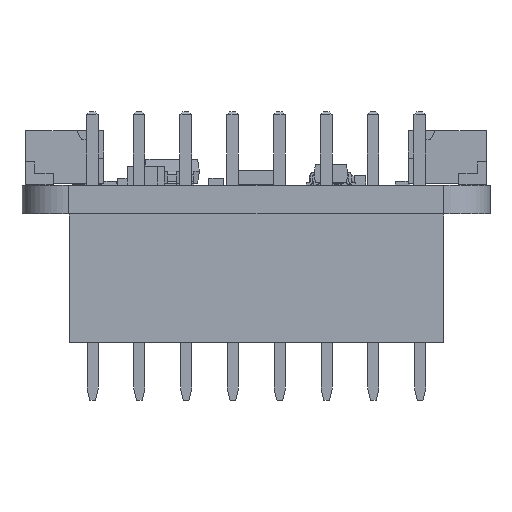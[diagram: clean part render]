
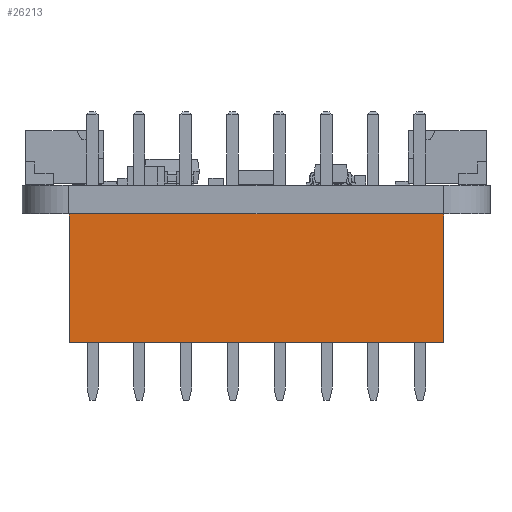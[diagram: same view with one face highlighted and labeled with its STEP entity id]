
A CAD part, front view. The second image highlights one B-rep face of the part: STEP entity #26213.
In plain terms, the highlighted face is planar.
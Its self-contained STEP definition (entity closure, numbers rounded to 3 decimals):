
#26205=AXIS2_PLACEMENT_3D('Plane Axis2P3D',#26202,#26203,#26204) ;
#25235=CARTESIAN_POINT('Vertex',(-1.27,1.27,0.)) ;
#25238=CARTESIAN_POINT('Line Origine',(-1.27,1.27,3.5)) ;
#25242=CARTESIAN_POINT('Vertex',(-1.27,1.27,7.)) ;
#25266=CARTESIAN_POINT('Line Origine',(-1.27,-8.89,7.)) ;
#25270=CARTESIAN_POINT('Vertex',(-1.27,-19.05,7.)) ;
#25583=CARTESIAN_POINT('Line Origine',(-1.27,-19.05,3.5)) ;
#25587=CARTESIAN_POINT('Vertex',(-1.27,-19.05,0.)) ;
#26190=CARTESIAN_POINT('Line Origine',(-1.27,-8.89,0.)) ;
#26202=CARTESIAN_POINT('Axis2P3D Location',(-1.27,1.27,0.)) ;
#25239=DIRECTION('Vector Direction',(0.,0.,1.)) ;
#25267=DIRECTION('Vector Direction',(0.,-1.,0.)) ;
#25584=DIRECTION('Vector Direction',(0.,0.,1.)) ;
#26191=DIRECTION('Vector Direction',(0.,-1.,0.)) ;
#26203=DIRECTION('Axis2P3D Direction',(1.,0.,0.)) ;
#26204=DIRECTION('Axis2P3D XDirection',(0.,-1.,0.)) ;
#25240=VECTOR('Line Direction',#25239,1.) ;
#25268=VECTOR('Line Direction',#25267,1.) ;
#25585=VECTOR('Line Direction',#25584,1.) ;
#26192=VECTOR('Line Direction',#26191,1.) ;
#26208=ORIENTED_EDGE('',*,*,#26194,.T.) ;
#26209=ORIENTED_EDGE('',*,*,#25589,.T.) ;
#26210=ORIENTED_EDGE('',*,*,#25272,.F.) ;
#26211=ORIENTED_EDGE('',*,*,#25244,.F.) ;
#26213=ADVANCED_FACE('',(#26212),#26206,.F.) ;
#25244=EDGE_CURVE('',#25236,#25243,#25241,.T.) ;
#25272=EDGE_CURVE('',#25243,#25271,#25269,.T.) ;
#25589=EDGE_CURVE('',#25588,#25271,#25586,.T.) ;
#26194=EDGE_CURVE('',#25236,#25588,#26193,.T.) ;
#26207=EDGE_LOOP('',(#26208,#26209,#26210,#26211)) ;
#26212=FACE_OUTER_BOUND('',#26207,.T.) ;
#25241=LINE('Line',#25238,#25240) ;
#25269=LINE('Line',#25266,#25268) ;
#25586=LINE('Line',#25583,#25585) ;
#26193=LINE('Line',#26190,#26192) ;
#26206=PLANE('Plane',#26205) ;
#25236=VERTEX_POINT('',#25235) ;
#25243=VERTEX_POINT('',#25242) ;
#25271=VERTEX_POINT('',#25270) ;
#25588=VERTEX_POINT('',#25587) ;
